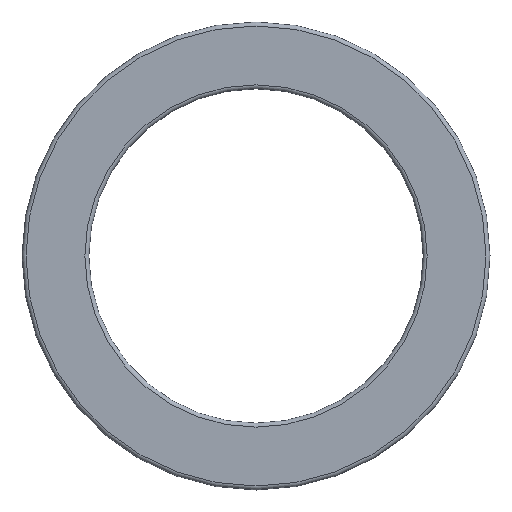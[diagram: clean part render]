
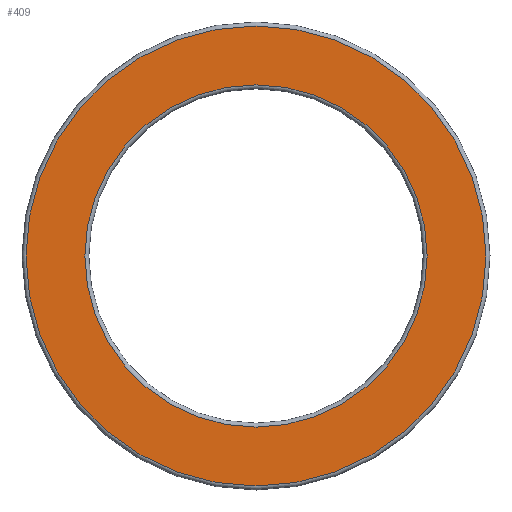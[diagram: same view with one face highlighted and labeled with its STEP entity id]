
A CAD part, left-side view. The second image highlights one B-rep face of the part: STEP entity #409.
In plain terms, the highlighted planar face has unit normal (-1, 0, 0).
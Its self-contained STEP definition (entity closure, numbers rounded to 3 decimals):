
#409 = ADVANCED_FACE( '', ( #694, #695 ), #696, .T. );
#694 = FACE_BOUND( '', #948, .T. );
#695 = FACE_OUTER_BOUND( '', #949, .T. );
#696 = PLANE( '', #950 );
#948 = EDGE_LOOP( '', ( #1240 ) );
#949 = EDGE_LOOP( '', ( #1241 ) );
#950 = AXIS2_PLACEMENT_3D( '', #1242, #1243, #1244 );
#1240 = ORIENTED_EDGE( '', *, *, #1451, .T. );
#1241 = ORIENTED_EDGE( '', *, *, #1403, .F. );
#1242 = CARTESIAN_POINT( '', ( 0., 34.4, 0. ) );
#1243 = DIRECTION( '', ( -1., 0., 0. ) );
#1244 = DIRECTION( '', ( 0., 0., 1. ) );
#1403 = EDGE_CURVE( '', #1524, #1524, #1525, .T. );
#1451 = EDGE_CURVE( '', #1611, #1611, #1612, .T. );
#1524 = VERTEX_POINT( '', #1714 );
#1525 = CIRCLE( '', #1715, 34.4 );
#1611 = VERTEX_POINT( '', #1801 );
#1612 = CIRCLE( '', #1802, 25.6 );
#1714 = CARTESIAN_POINT( '', ( 0., 0., -34.4 ) );
#1715 = AXIS2_PLACEMENT_3D( '', #1903, #1904, #1905 );
#1801 = CARTESIAN_POINT( '', ( 0., 0., -25.6 ) );
#1802 = AXIS2_PLACEMENT_3D( '', #2020, #2021, #2022 );
#1903 = CARTESIAN_POINT( '', ( 0., 0., 0. ) );
#1904 = DIRECTION( '', ( 1., 0., 0. ) );
#1905 = DIRECTION( '', ( 0., 0., -1. ) );
#2020 = CARTESIAN_POINT( '', ( 0., 0., 0. ) );
#2021 = DIRECTION( '', ( 1., 0., 0. ) );
#2022 = DIRECTION( '', ( 0., 0., -1. ) );
